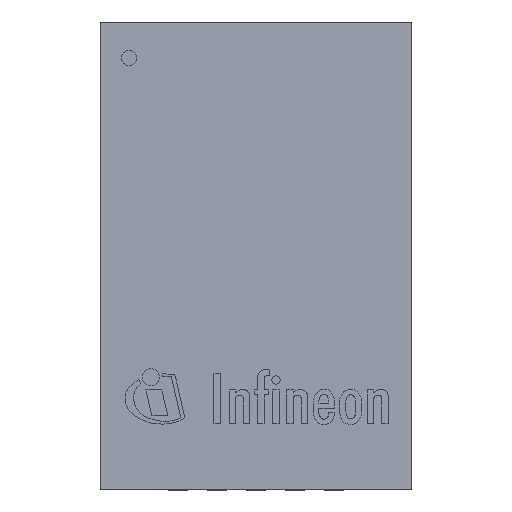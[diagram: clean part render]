
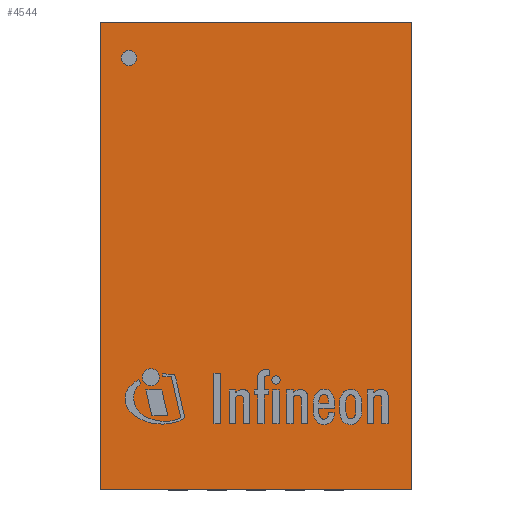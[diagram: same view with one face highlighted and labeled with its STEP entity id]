
A CAD part, top view. The second image highlights one B-rep face of the part: STEP entity #4544.
In plain terms, the highlighted planar face has unit normal (0, 0, 1).
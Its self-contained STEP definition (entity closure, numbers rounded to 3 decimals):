
#142=LINE('',#6478,#667);
#145=LINE('',#6484,#670);
#148=LINE('',#6490,#673);
#151=LINE('',#6494,#676);
#667=VECTOR('',#5231,1.);
#670=VECTOR('',#5236,1.);
#673=VECTOR('',#5241,1.);
#676=VECTOR('',#5246,1.);
#1191=FACE_BOUND('',#1540,.T.);
#1252=FACE_OUTER_BOUND('',#1539,.T.);
#1539=EDGE_LOOP('',(#3032,#3033,#3034,#3035));
#1540=EDGE_LOOP('',(#3036));
#1827=CIRCLE('',#4860,0.1);
#1919=VERTEX_POINT('',#6469);
#1922=VERTEX_POINT('',#6475);
#1923=VERTEX_POINT('',#6477);
#1925=VERTEX_POINT('',#6483);
#1927=VERTEX_POINT('',#6489);
#2357=EDGE_CURVE('',#1919,#1919,#1827,.T.);
#2360=EDGE_CURVE('',#1923,#1922,#142,.T.);
#2363=EDGE_CURVE('',#1925,#1923,#145,.T.);
#2366=EDGE_CURVE('',#1927,#1925,#148,.T.);
#2369=EDGE_CURVE('',#1922,#1927,#151,.T.);
#3032=ORIENTED_EDGE('',*,*,#2369,.T.);
#3033=ORIENTED_EDGE('',*,*,#2366,.T.);
#3034=ORIENTED_EDGE('',*,*,#2363,.T.);
#3035=ORIENTED_EDGE('',*,*,#2360,.T.);
#3036=ORIENTED_EDGE('',*,*,#2357,.T.);
#4321=PLANE('',#4866);
#4544=ADVANCED_FACE('',(#1252,#1191),#4321,.T.);
#4860=AXIS2_PLACEMENT_3D('',#6470,#5225,#5226);
#4866=AXIS2_PLACEMENT_3D('',#6496,#5249,#5250);
#5225=DIRECTION('center_axis',(0.,0.,-1.));
#5226=DIRECTION('ref_axis',(-1.,0.,0.));
#5231=DIRECTION('',(1.,0.,0.));
#5236=DIRECTION('',(0.,-1.,0.));
#5241=DIRECTION('',(-1.,0.,0.));
#5246=DIRECTION('',(0.,1.,0.));
#5249=DIRECTION('center_axis',(0.,0.,1.));
#5250=DIRECTION('ref_axis',(0.,-1.,0.));
#6469=CARTESIAN_POINT('',(-1.528,2.537,1.));
#6470=CARTESIAN_POINT('Origin',(-1.628,2.537,1.));
#6475=CARTESIAN_POINT('',(1.99,-2.99,1.));
#6477=CARTESIAN_POINT('',(-1.99,-2.99,1.));
#6478=CARTESIAN_POINT('',(1.99,-2.99,1.));
#6483=CARTESIAN_POINT('',(-1.99,2.99,1.));
#6484=CARTESIAN_POINT('',(-1.99,-2.99,1.));
#6489=CARTESIAN_POINT('',(1.99,2.99,1.));
#6490=CARTESIAN_POINT('',(-1.99,2.99,1.));
#6494=CARTESIAN_POINT('',(1.99,2.99,1.));
#6496=CARTESIAN_POINT('Origin',(0.,0.,1.));
